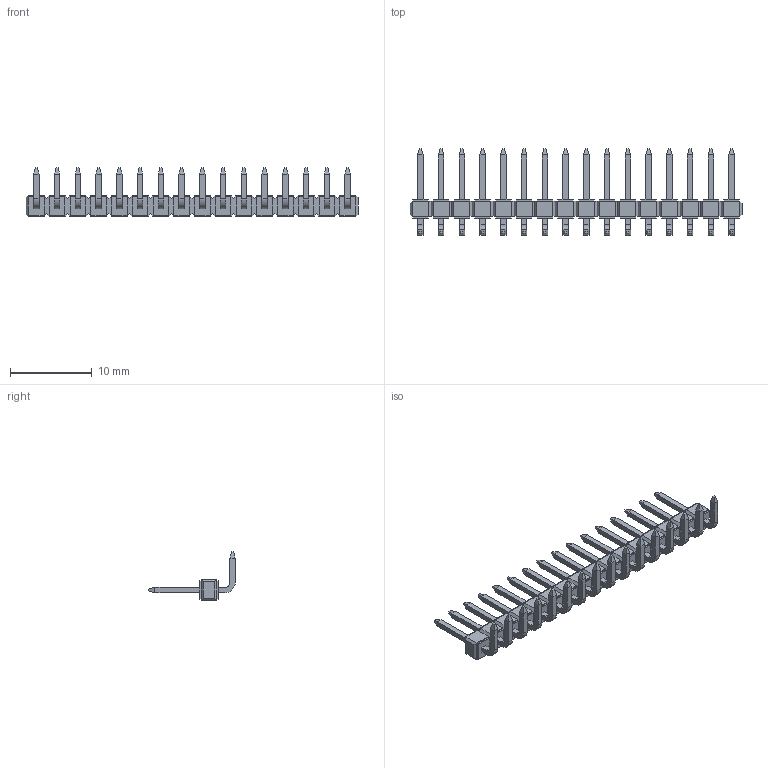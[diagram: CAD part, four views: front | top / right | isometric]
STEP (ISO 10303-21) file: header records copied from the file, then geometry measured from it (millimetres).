
FILE_DESCRIPTION((''),'2;1');
FILE_NAME('022288160','2015-04-23T',('me'),(''),'PRO/ENGINEER BY PARAMETRIC TECHNOLOGY CORPORATION, 2011490','PRO/ENGINEER BY PARAMETRIC TECHNOLOGY CORPORATION, 2011490','');
FILE_SCHEMA(('CONFIG_CONTROL_DESIGN'));
Length unit declared in the file: inch
Products named in the file (1): 022288160
Bounding box: 40.64 x 10.59 x 5.92 mm (x, y, z)
Volume: 292.8 mm3; surface area: 913.8 mm2
Topology: 1 solids, 1 shells, 616 faces, 1514 edges, 964 vertices
Faces by surface type: plane 584, cylinder 32
Entity records: 17698 total; most frequent: CARTESIAN_POINT 3095, ORIENTED_EDGE 3028, DIRECTION 2812, EDGE_CURVE 1514, VECTOR 1450, LINE 1450, VERTEX_POINT 964, AXIS2_PLACEMENT_3D 681
